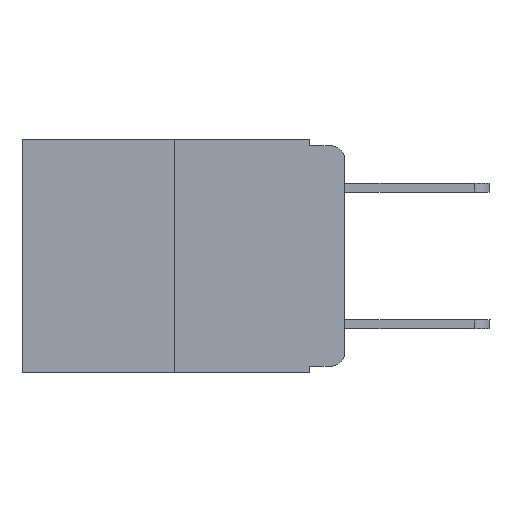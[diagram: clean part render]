
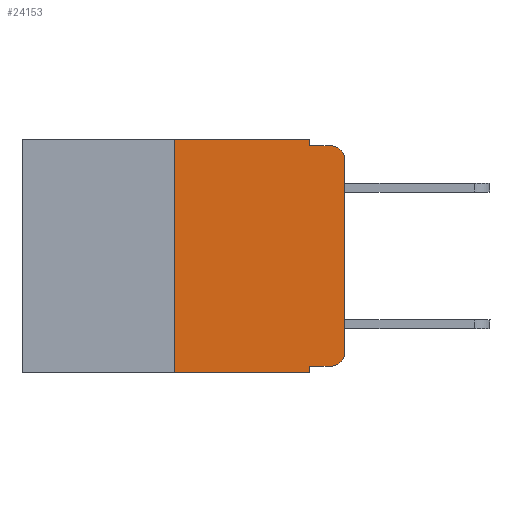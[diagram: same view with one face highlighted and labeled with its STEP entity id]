
A CAD part, left-side view. The second image highlights one B-rep face of the part: STEP entity #24153.
In plain terms, the highlighted planar face has unit normal (-1, 0, 0).
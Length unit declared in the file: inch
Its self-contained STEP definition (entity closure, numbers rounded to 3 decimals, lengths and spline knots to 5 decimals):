
#193 = VERTEX_POINT ( 'NONE', #3328 ) ;
#320 = VERTEX_POINT ( 'NONE', #7342 ) ;
#354 = VERTEX_POINT ( 'NONE', #23495 ) ;
#361 = VECTOR ( 'NONE', #1806, 39.37008 ) ;
#908 = ORIENTED_EDGE ( 'NONE', *, *, #2466, .F. ) ;
#1144 = VECTOR ( 'NONE', #16150, 39.37008 ) ;
#1205 = ORIENTED_EDGE ( 'NONE', *, *, #2175, .T. ) ;
#1806 = DIRECTION ( 'NONE',  ( 0., 0., 1. ) ) ;
#1888 = DIRECTION ( 'NONE',  ( 0., -1., 0. ) ) ;
#2175 = EDGE_CURVE ( 'NONE', #24138, #14524, #23592, .T. ) ;
#2466 = EDGE_CURVE ( 'NONE', #18245, #19519, #17643, .T. ) ;
#2542 = CARTESIAN_POINT ( 'NONE',  ( 0., 0.051, 0. ) ) ;
#2822 = DIRECTION ( 'NONE',  ( 0., -1., 0. ) ) ;
#2937 = VERTEX_POINT ( 'NONE', #11600 ) ;
#3320 = DIRECTION ( 'NONE',  ( 0., 0., -1. ) ) ;
#3328 = CARTESIAN_POINT ( 'NONE',  ( 0., 0.051, -0.343 ) ) ;
#4823 = EDGE_CURVE ( 'NONE', #18245, #193, #7207, .T. ) ;
#4996 = VECTOR ( 'NONE', #1888, 39.37008 ) ;
#5078 = VECTOR ( 'NONE', #2822, 39.37008 ) ;
#5627 = EDGE_CURVE ( 'NONE', #6022, #24138, #24056, .T. ) ;
#5720 = ORIENTED_EDGE ( 'NONE', *, *, #12876, .F. ) ;
#6022 = VERTEX_POINT ( 'NONE', #17637 ) ;
#6767 = ORIENTED_EDGE ( 'NONE', *, *, #7863, .F. ) ;
#6877 = VECTOR ( 'NONE', #7316, 39.37008 ) ;
#7173 = DIRECTION ( 'NONE',  ( 0., 0., -1. ) ) ;
#7207 = LINE ( 'NONE', #16935, #6877 ) ;
#7316 = DIRECTION ( 'NONE',  ( 0., -1., 0. ) ) ;
#7342 = CARTESIAN_POINT ( 'NONE',  ( 0., 0.051, -0.333 ) ) ;
#7496 = CARTESIAN_POINT ( 'NONE',  ( 0., 0.25, 0. ) ) ;
#7863 = EDGE_CURVE ( 'NONE', #320, #193, #13926, .T. ) ;
#8145 = CARTESIAN_POINT ( 'NONE',  ( 0., 0.473, 0. ) ) ;
#8152 = CARTESIAN_POINT ( 'NONE',  ( 0., 0.25, 0. ) ) ;
#8621 = VECTOR ( 'NONE', #24219, 39.37008 ) ;
#8834 = EDGE_CURVE ( 'NONE', #25845, #6022, #15450, .T. ) ;
#8910 = AXIS2_PLACEMENT_3D ( 'NONE', #10711, #24713, #12755 ) ;
#9243 = LINE ( 'NONE', #8145, #8621 ) ;
#10711 = CARTESIAN_POINT ( 'NONE',  ( 0., 0.02, -0.03 ) ) ;
#10827 = CARTESIAN_POINT ( 'NONE',  ( 0., 0.02, -0.333 ) ) ;
#10980 = LINE ( 'NONE', #22620, #5078 ) ;
#11127 = CARTESIAN_POINT ( 'NONE',  ( 0., 0.051, 0. ) ) ;
#11268 = DIRECTION ( 'NONE',  ( 1., 0., 0. ) ) ;
#11452 = EDGE_CURVE ( 'NONE', #320, #25845, #17805, .T. ) ;
#11600 = CARTESIAN_POINT ( 'NONE',  ( 0., 0.051, -0.01 ) ) ;
#12755 = DIRECTION ( 'NONE',  ( 0., 0., -1. ) ) ;
#12876 = EDGE_CURVE ( 'NONE', #354, #2937, #19311, .T. ) ;
#13846 = ORIENTED_EDGE ( 'NONE', *, *, #24661, .F. ) ;
#13926 = LINE ( 'NONE', #2542, #1144 ) ;
#13960 = CARTESIAN_POINT ( 'NONE',  ( 0., 0.051, -0.333 ) ) ;
#13989 = VECTOR ( 'NONE', #3320, 39.37008 ) ;
#14176 = AXIS2_PLACEMENT_3D ( 'NONE', #23420, #11268, #7173 ) ;
#14524 = VERTEX_POINT ( 'NONE', #16922 ) ;
#15450 = CIRCLE ( 'NONE', #22298, 0.02 ) ;
#16150 = DIRECTION ( 'NONE',  ( 0., 0., -1. ) ) ;
#16834 = ORIENTED_EDGE ( 'NONE', *, *, #5627, .T. ) ;
#16922 = CARTESIAN_POINT ( 'NONE',  ( 0., 0.02, -0.01 ) ) ;
#16935 = CARTESIAN_POINT ( 'NONE',  ( 0., 0.473, -0.343 ) ) ;
#16956 = ORIENTED_EDGE ( 'NONE', *, *, #8834, .T. ) ;
#17002 = DIRECTION ( 'NONE',  ( -1., 0., 0. ) ) ;
#17266 = DIRECTION ( 'NONE',  ( 0., 0., -1. ) ) ;
#17299 = CARTESIAN_POINT ( 'NONE',  ( 0., 0., -0.03 ) ) ;
#17637 = CARTESIAN_POINT ( 'NONE',  ( 0., 0., -0.313 ) ) ;
#17643 = LINE ( 'NONE', #8152, #25453 ) ;
#17651 = CARTESIAN_POINT ( 'NONE',  ( 0., 0., 0. ) ) ;
#17665 = EDGE_CURVE ( 'NONE', #19519, #354, #9243, .T. ) ;
#17805 = LINE ( 'NONE', #13960, #4996 ) ;
#18245 = VERTEX_POINT ( 'NONE', #19620 ) ;
#18251 = ORIENTED_EDGE ( 'NONE', *, *, #17665, .F. ) ;
#19311 = LINE ( 'NONE', #11127, #13989 ) ;
#19519 = VERTEX_POINT ( 'NONE', #7496 ) ;
#19620 = CARTESIAN_POINT ( 'NONE',  ( 0., 0.25, -0.343 ) ) ;
#20213 = DIRECTION ( 'NONE',  ( 0., 0., 1. ) ) ;
#21027 = ORIENTED_EDGE ( 'NONE', *, *, #11452, .T. ) ;
#21171 = CARTESIAN_POINT ( 'NONE',  ( 0., 0.02, -0.313 ) ) ;
#22298 = AXIS2_PLACEMENT_3D ( 'NONE', #21171, #17002, #17266 ) ;
#22620 = CARTESIAN_POINT ( 'NONE',  ( 0., 0.051, -0.01 ) ) ;
#22862 = ORIENTED_EDGE ( 'NONE', *, *, #4823, .T. ) ;
#23420 = CARTESIAN_POINT ( 'NONE',  ( 0., 0.473, 0. ) ) ;
#23495 = CARTESIAN_POINT ( 'NONE',  ( 0., 0.051, 0. ) ) ;
#23559 = EDGE_LOOP ( 'NONE', ( #16834, #1205, #13846, #5720, #18251, #908, #22862, #6767, #21027, #16956 ) ) ;
#23592 = CIRCLE ( 'NONE', #8910, 0.02 ) ;
#24056 = LINE ( 'NONE', #17651, #361 ) ;
#24138 = VERTEX_POINT ( 'NONE', #17299 ) ;
#24153 = ADVANCED_FACE ( 'NONE', ( #24759 ), #25257, .F. ) ;
#24219 = DIRECTION ( 'NONE',  ( 0., -1., 0. ) ) ;
#24661 = EDGE_CURVE ( 'NONE', #2937, #14524, #10980, .T. ) ;
#24713 = DIRECTION ( 'NONE',  ( -1., 0., 0. ) ) ;
#24759 = FACE_OUTER_BOUND ( 'NONE', #23559, .T. ) ;
#25257 = PLANE ( 'NONE',  #14176 ) ;
#25453 = VECTOR ( 'NONE', #20213, 39.37008 ) ;
#25845 = VERTEX_POINT ( 'NONE', #10827 ) ;
